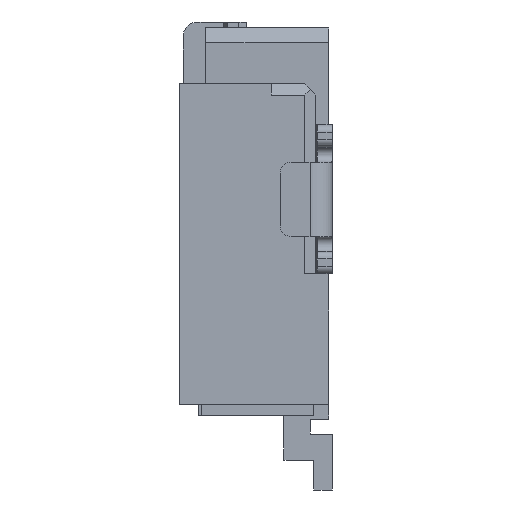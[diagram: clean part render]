
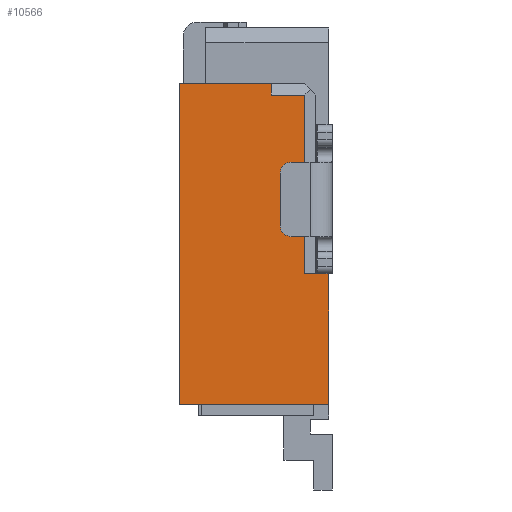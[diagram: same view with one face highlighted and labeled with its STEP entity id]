
A CAD part, left-side view. The second image highlights one B-rep face of the part: STEP entity #10566.
In plain terms, the highlighted planar face has unit normal (-1, 0, 0).
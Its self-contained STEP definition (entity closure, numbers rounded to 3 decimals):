
#4=DIRECTION('',(0.,-1.,0.));
#5=VECTOR('',#4,0.15);
#6=CARTESIAN_POINT('',(-4.4,-0.552,-3.38));
#7=LINE('',#6,#5);
#12=DIRECTION('',(0.,0.,-1.));
#13=VECTOR('',#12,1.75);
#14=CARTESIAN_POINT('',(-4.4,-0.702,-3.38));
#15=LINE('',#14,#13);
#19=DIRECTION('',(0.,1.,0.));
#20=VECTOR('',#19,2.);
#21=CARTESIAN_POINT('',(-4.4,-0.702,-5.13));
#22=LINE('',#21,#20);
#26=DIRECTION('',(0.,0.,1.));
#27=VECTOR('',#26,4.3);
#28=CARTESIAN_POINT('',(-4.4,1.298,-5.13));
#29=LINE('',#28,#27);
#33=DIRECTION('',(0.,-1.,0.));
#34=VECTOR('',#33,1.23);
#35=CARTESIAN_POINT('',(-4.4,1.298,-0.83));
#36=LINE('',#35,#34);
#40=DIRECTION('',(0.,0.,1.));
#41=VECTOR('',#40,0.15);
#42=CARTESIAN_POINT('',(-4.4,0.068,-0.98));
#43=LINE('',#42,#41);
#47=DIRECTION('',(0.,1.,0.));
#48=VECTOR('',#47,0.45);
#49=CARTESIAN_POINT('',(-4.4,-0.382,-0.98));
#50=LINE('',#49,#48);
#54=DIRECTION('',(0.,0.,1.));
#55=VECTOR('',#54,2.4);
#56=CARTESIAN_POINT('',(-4.4,-0.382,-3.38));
#57=LINE('',#56,#55);
#61=DIRECTION('',(0.,-1.,0.));
#62=VECTOR('',#61,0.17);
#63=CARTESIAN_POINT('',(-4.4,-0.382,-3.38));
#64=LINE('',#63,#62);
#8911=CARTESIAN_POINT('',(-4.4,-0.702,-5.13));
#8912=CARTESIAN_POINT('',(-4.4,1.298,-5.13));
#8913=VERTEX_POINT('',#8911);
#8914=VERTEX_POINT('',#8912);
#8915=CARTESIAN_POINT('',(-4.4,1.298,-0.83));
#8916=VERTEX_POINT('',#8915);
#9011=CARTESIAN_POINT('',(-4.4,-0.382,-3.38));
#9012=VERTEX_POINT('',#9011);
#9083=CARTESIAN_POINT('',(-4.4,0.068,-0.98));
#9084=CARTESIAN_POINT('',(-4.4,0.068,-0.83));
#9085=VERTEX_POINT('',#9083);
#9086=VERTEX_POINT('',#9084);
#9087=CARTESIAN_POINT('',(-4.4,-0.382,-0.98));
#9088=VERTEX_POINT('',#9087);
#9157=CARTESIAN_POINT('',(-4.4,-0.552,-3.38));
#9158=CARTESIAN_POINT('',(-4.4,-0.702,-3.38));
#9159=VERTEX_POINT('',#9157);
#9160=VERTEX_POINT('',#9158);
#10541=CARTESIAN_POINT('',(-4.4,0.,0.));
#10542=DIRECTION('',(1.,0.,0.));
#10543=DIRECTION('',(0.,0.,-1.));
#10544=AXIS2_PLACEMENT_3D('',#10541,#10542,#10543);
#10545=PLANE('',#10544);
#10547=ORIENTED_EDGE('',*,*,#10546,.T.);
#10549=ORIENTED_EDGE('',*,*,#10548,.T.);
#10551=ORIENTED_EDGE('',*,*,#10550,.T.);
#10553=ORIENTED_EDGE('',*,*,#10552,.T.);
#10555=ORIENTED_EDGE('',*,*,#10554,.T.);
#10557=ORIENTED_EDGE('',*,*,#10556,.F.);
#10559=ORIENTED_EDGE('',*,*,#10558,.F.);
#10561=ORIENTED_EDGE('',*,*,#10560,.F.);
#10563=ORIENTED_EDGE('',*,*,#10562,.T.);
#10564=EDGE_LOOP('',(#10547,#10549,#10551,#10553,#10555,#10557,#10559,#10561,
#10563));
#10565=FACE_OUTER_BOUND('',#10564,.F.);
#10546=EDGE_CURVE('',#9159,#9160,#7,.T.);
#10548=EDGE_CURVE('',#9160,#8913,#15,.T.);
#10550=EDGE_CURVE('',#8913,#8914,#22,.T.);
#10552=EDGE_CURVE('',#8914,#8916,#29,.T.);
#10554=EDGE_CURVE('',#8916,#9086,#36,.T.);
#10556=EDGE_CURVE('',#9085,#9086,#43,.T.);
#10558=EDGE_CURVE('',#9088,#9085,#50,.T.);
#10560=EDGE_CURVE('',#9012,#9088,#57,.T.);
#10562=EDGE_CURVE('',#9012,#9159,#64,.T.);
#10566=ADVANCED_FACE('',(#10565),#10545,.F.);
